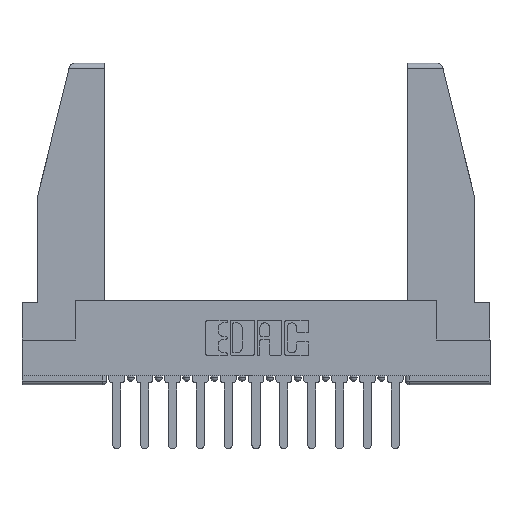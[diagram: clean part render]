
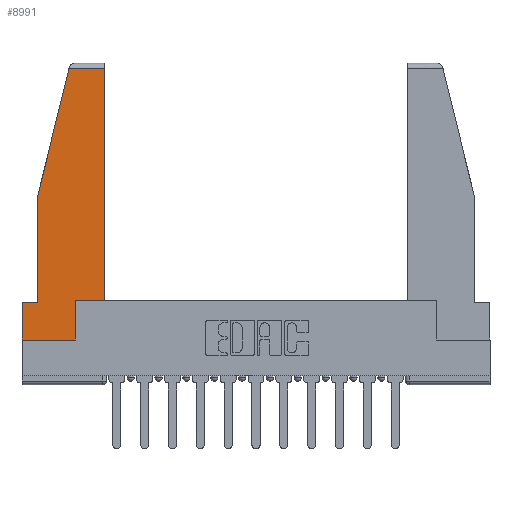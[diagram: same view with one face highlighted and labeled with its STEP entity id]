
A CAD part, top view. The second image highlights one B-rep face of the part: STEP entity #8991.
In plain terms, the highlighted planar face has unit normal (0, 0, 1).
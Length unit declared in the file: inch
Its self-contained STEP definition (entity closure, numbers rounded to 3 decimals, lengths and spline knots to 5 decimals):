
#106 = VECTOR ( 'NONE', #5397, 39.37008 ) ;
#255 = EDGE_CURVE ( 'NONE', #4399, #935, #9080, .T. ) ;
#272 = DIRECTION ( 'NONE',  ( -1., 0., 0. ) ) ;
#904 = DIRECTION ( 'NONE',  ( 0., -1., 0. ) ) ;
#935 = VERTEX_POINT ( 'NONE', #6365 ) ;
#1154 = EDGE_CURVE ( 'NONE', #9461, #8881, #14773, .T. ) ;
#1291 = EDGE_CURVE ( 'NONE', #15304, #7912, #13809, .T. ) ;
#1443 = VERTEX_POINT ( 'NONE', #6264 ) ;
#1675 = CARTESIAN_POINT ( 'NONE',  ( 0.297, 0., 0. ) ) ;
#1859 = ORIENTED_EDGE ( 'NONE', *, *, #1154, .T. ) ;
#2428 = DIRECTION ( 'NONE',  ( -0.239, -0.971, 0. ) ) ;
#2880 = PLANE ( 'NONE',  #9867 ) ;
#2987 = EDGE_CURVE ( 'NONE', #8881, #1443, #7329, .T. ) ;
#3123 = VECTOR ( 'NONE', #2428, 39.37008 ) ;
#3313 = LINE ( 'NONE', #13982, #7856 ) ;
#3589 = CARTESIAN_POINT ( 'NONE',  ( 0., 1.52, 0. ) ) ;
#3852 = CARTESIAN_POINT ( 'NONE',  ( 0.271, 1.55, 0. ) ) ;
#3936 = CARTESIAN_POINT ( 'NONE',  ( 0.297, 0., 0. ) ) ;
#4164 = DIRECTION ( 'NONE',  ( 0., 1., 0. ) ) ;
#4308 = ORIENTED_EDGE ( 'NONE', *, *, #1291, .T. ) ;
#4399 = VERTEX_POINT ( 'NONE', #15544 ) ;
#4581 = EDGE_CURVE ( 'NONE', #935, #15415, #9976, .T. ) ;
#4802 = CARTESIAN_POINT ( 'NONE',  ( 0.086, 0.8, 0. ) ) ;
#4827 = EDGE_CURVE ( 'NONE', #1443, #11060, #3313, .T. ) ;
#5294 = CARTESIAN_POINT ( 'NONE',  ( 0., 0., 0. ) ) ;
#5348 = CARTESIAN_POINT ( 'NONE',  ( 0.461, 0.223, 0. ) ) ;
#5397 = DIRECTION ( 'NONE',  ( 0., 1., 0. ) ) ;
#5404 = FACE_OUTER_BOUND ( 'NONE', #12358, .T. ) ;
#6264 = CARTESIAN_POINT ( 'NONE',  ( 0.297, 0.223, 0. ) ) ;
#6365 = CARTESIAN_POINT ( 'NONE',  ( 0.2636, 1.52, 0. ) ) ;
#6494 = CARTESIAN_POINT ( 'NONE',  ( 0., 0., 0. ) ) ;
#6669 = ORIENTED_EDGE ( 'NONE', *, *, #4827, .T. ) ;
#6802 = CARTESIAN_POINT ( 'NONE',  ( 0., 0.21, 0. ) ) ;
#6830 = CARTESIAN_POINT ( 'NONE',  ( 0.086, 0.21, 0. ) ) ;
#7329 = LINE ( 'NONE', #1675, #15447 ) ;
#7408 = VECTOR ( 'NONE', #11872, 39.37008 ) ;
#7437 = ORIENTED_EDGE ( 'NONE', *, *, #14127, .T. ) ;
#7856 = VECTOR ( 'NONE', #10536, 39.37008 ) ;
#7912 = VERTEX_POINT ( 'NONE', #6802 ) ;
#7982 = ORIENTED_EDGE ( 'NONE', *, *, #2987, .T. ) ;
#8317 = VECTOR ( 'NONE', #272, 39.37008 ) ;
#8792 = CARTESIAN_POINT ( 'NONE',  ( 0., 0., 0. ) ) ;
#8881 = VERTEX_POINT ( 'NONE', #3936 ) ;
#8991 = ADVANCED_FACE ( 'NONE', ( #5404 ), #2880, .T. ) ;
#9080 = LINE ( 'NONE', #3589, #7408 ) ;
#9197 = DIRECTION ( 'NONE',  ( 1., 0., 0. ) ) ;
#9461 = VERTEX_POINT ( 'NONE', #6494 ) ;
#9476 = ORIENTED_EDGE ( 'NONE', *, *, #4581, .T. ) ;
#9867 = AXIS2_PLACEMENT_3D ( 'NONE', #5294, #13927, #11485 ) ;
#9976 = LINE ( 'NONE', #3852, #3123 ) ;
#10365 = VECTOR ( 'NONE', #15430, 39.37008 ) ;
#10536 = DIRECTION ( 'NONE',  ( 1., 0., 0. ) ) ;
#11006 = CARTESIAN_POINT ( 'NONE',  ( 0., 0.21, 0. ) ) ;
#11060 = VERTEX_POINT ( 'NONE', #11133 ) ;
#11133 = CARTESIAN_POINT ( 'NONE',  ( 0.461, 0.223, 0. ) ) ;
#11485 = DIRECTION ( 'NONE',  ( 1., 0., 0. ) ) ;
#11589 = VECTOR ( 'NONE', #9197, 39.37008 ) ;
#11872 = DIRECTION ( 'NONE',  ( -1., 0., 0. ) ) ;
#12358 = EDGE_LOOP ( 'NONE', ( #14181, #14321, #9476, #7437, #4308, #14119, #1859, #7982, #6669 ) ) ;
#12617 = LINE ( 'NONE', #14172, #12963 ) ;
#12963 = VECTOR ( 'NONE', #904, 39.37008 ) ;
#13740 = LINE ( 'NONE', #5348, #106 ) ;
#13809 = LINE ( 'NONE', #11006, #8317 ) ;
#13927 = DIRECTION ( 'NONE',  ( 0., 0., 1. ) ) ;
#13982 = CARTESIAN_POINT ( 'NONE',  ( 0.297, 0.223, 0. ) ) ;
#14104 = CARTESIAN_POINT ( 'NONE',  ( 0.086, 0.8, 0. ) ) ;
#14119 = ORIENTED_EDGE ( 'NONE', *, *, #15385, .T. ) ;
#14127 = EDGE_CURVE ( 'NONE', #15415, #15304, #14694, .T. ) ;
#14172 = CARTESIAN_POINT ( 'NONE',  ( 0., 0.21, 0. ) ) ;
#14181 = ORIENTED_EDGE ( 'NONE', *, *, #14578, .T. ) ;
#14321 = ORIENTED_EDGE ( 'NONE', *, *, #255, .T. ) ;
#14578 = EDGE_CURVE ( 'NONE', #11060, #4399, #13740, .T. ) ;
#14694 = LINE ( 'NONE', #14104, #10365 ) ;
#14773 = LINE ( 'NONE', #8792, #11589 ) ;
#15304 = VERTEX_POINT ( 'NONE', #6830 ) ;
#15385 = EDGE_CURVE ( 'NONE', #7912, #9461, #12617, .T. ) ;
#15415 = VERTEX_POINT ( 'NONE', #4802 ) ;
#15430 = DIRECTION ( 'NONE',  ( 0., -1., 0. ) ) ;
#15447 = VECTOR ( 'NONE', #4164, 39.37008 ) ;
#15544 = CARTESIAN_POINT ( 'NONE',  ( 0.461, 1.52, 0. ) ) ;
